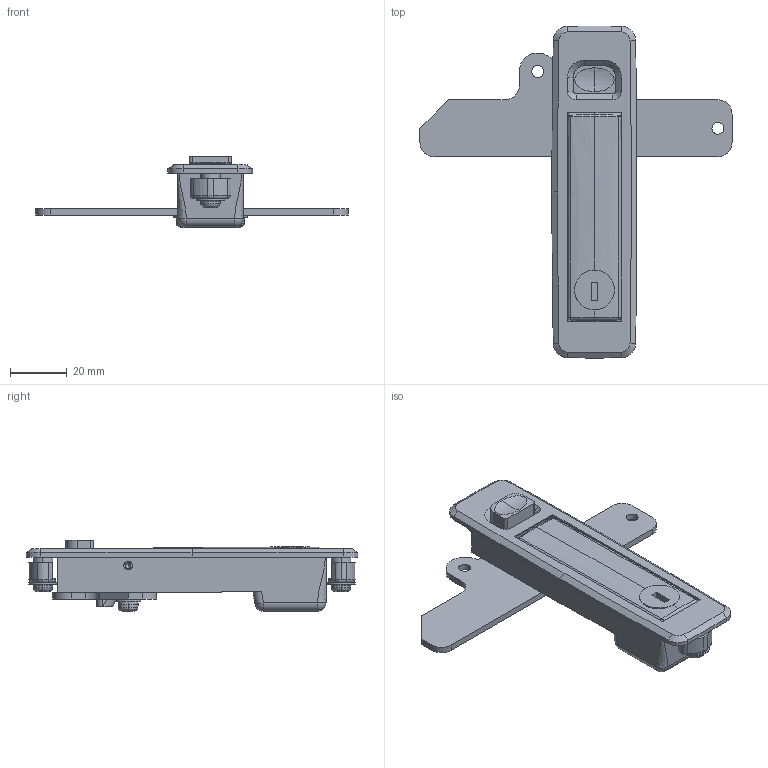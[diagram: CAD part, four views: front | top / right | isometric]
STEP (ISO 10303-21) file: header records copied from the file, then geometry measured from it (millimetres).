
FILE_DESCRIPTION (( 'STEP AP203' ), '1' );
FILE_NAME ('A-160-A-2-1.STEP', '2020-12-21T02:30:25', ( '' ), ( '' ), 'SwSTEP 2.0', 'SolidWorks 2018', '' );
FILE_SCHEMA (( 'CONFIG_CONTROL_DESIGN' ));
Length unit declared in the file: millimetre
Products named in the file (11): A-160-A-2-1_ハンドル_; A-160-A-2-1_ローター_200-2-1.5_; A-160-A-2-1_ボタン_; A-160-A-2-1_本体_; A-160-A-2-1_止め金_; A-160-A-2-1_十字穴付小ねじ_内径基準ver1.04__M4x8十字穴付なべ小ねじ(鉄)ダブルセムス(P3); A-160-A-2-1_裏板_; A-160-A-2-1_オワンワッシャー(M4)誠信_; A-160-A-2-1; A-160-A-2-1_ハンドルシャフト_; A-160-A-2-1_TP偹偠_
Assembly tree (13 placements, depth 2):
  A-160-A-2-1
    A-160-A-2-1_本体_
    A-160-A-2-1_ハンドル_
    A-160-A-2-1_ハンドルシャフト_
    A-160-A-2-1_ボタン_
    A-160-A-2-1_裏板_
    A-160-A-2-1_ローター_200-2-1.5_
    A-160-A-2-1_止め金_
    A-160-A-2-1_十字穴付小ねじ_内径基準ver1.04__M4x8十字穴付なべ小ねじ(鉄)ダブルセムス(P3)  x2
    A-160-A-2-1_オワンワッシャー(M4)誠信_  x2
    A-160-A-2-1_TP偹偠_  x2
Bounding box: 110 x 116.97 x 25.35 mm (x, y, z)
Volume: 36975.4 mm3; surface area: 31274.3 mm2
Topology: 13 solids, 13 shells, 540 faces, 1408 edges, 899 vertices
Faces by surface type: plane 256, cylinder 177, cone 41, torus 32, sphere 18, bspline 16
Entity records: 16081 total; most frequent: CARTESIAN_POINT 4299, ORIENTED_EDGE 2222, DIRECTION 2213, EDGE_CURVE 1111, AXIS2_PLACEMENT_3D 786, VERTEX_POINT 715, VECTOR 641, LINE 641
